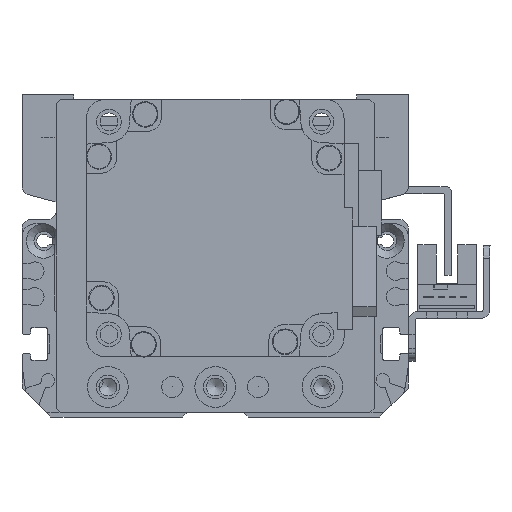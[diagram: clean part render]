
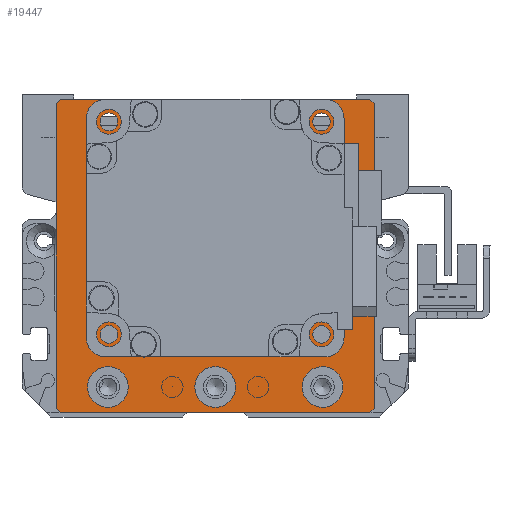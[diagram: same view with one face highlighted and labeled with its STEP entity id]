
A CAD part, left-side view. The second image highlights one B-rep face of the part: STEP entity #19447.
In plain terms, the highlighted face is planar.
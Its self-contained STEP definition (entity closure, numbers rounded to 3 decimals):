
#620=FACE_BOUND('',#3190,.T.);
#621=FACE_BOUND('',#3191,.T.);
#622=FACE_BOUND('',#3192,.T.);
#623=FACE_BOUND('',#3193,.T.);
#624=FACE_BOUND('',#3194,.T.);
#625=FACE_BOUND('',#3195,.T.);
#626=FACE_BOUND('',#3196,.T.);
#627=FACE_BOUND('',#3197,.T.);
#1032=PLANE('',#21560);
#1893=FACE_OUTER_BOUND('',#3189,.T.);
#3189=EDGE_LOOP('',(#16160,#16161,#16162,#16163,#16164,#16165,#16166,#16167));
#3190=EDGE_LOOP('',(#16168));
#3191=EDGE_LOOP('',(#16169));
#3192=EDGE_LOOP('',(#16170));
#3193=EDGE_LOOP('',(#16171));
#3194=EDGE_LOOP('',(#16172));
#3195=EDGE_LOOP('',(#16173));
#3196=EDGE_LOOP('',(#16174));
#3197=EDGE_LOOP('',(#16175));
#4723=LINE('',#32201,#6399);
#4729=LINE('',#32212,#6405);
#4736=LINE('',#32247,#6412);
#4739=LINE('',#32252,#6415);
#4745=LINE('',#32273,#6421);
#4748=LINE('',#32278,#6424);
#4749=LINE('',#32281,#6425);
#4757=LINE('',#32320,#6433);
#6399=VECTOR('',#25819,10.);
#6405=VECTOR('',#25827,10.);
#6412=VECTOR('',#25858,10.);
#6415=VECTOR('',#25863,10.);
#6421=VECTOR('',#25887,10.);
#6424=VECTOR('',#25892,10.);
#6425=VECTOR('',#25895,10.);
#6433=VECTOR('',#25945,10.);
#7735=CIRCLE('',#21529,4.75);
#7738=CIRCLE('',#21535,4.75);
#7741=CIRCLE('',#21541,4.75);
#7743=CIRCLE('',#21547,2.067);
#7744=CIRCLE('',#21549,2.067);
#7745=CIRCLE('',#21551,2.067);
#7746=CIRCLE('',#21553,2.067);
#7749=CIRCLE('',#21558,25.);
#9226=VERTEX_POINT('',#32199);
#9227=VERTEX_POINT('',#32200);
#9231=VERTEX_POINT('',#32210);
#9247=VERTEX_POINT('',#32246);
#9248=VERTEX_POINT('',#32250);
#9254=VERTEX_POINT('',#32272);
#9255=VERTEX_POINT('',#32276);
#9256=VERTEX_POINT('',#32280);
#9259=VERTEX_POINT('',#32289);
#9262=VERTEX_POINT('',#32300);
#9265=VERTEX_POINT('',#32311);
#9267=VERTEX_POINT('',#32322);
#9268=VERTEX_POINT('',#32326);
#9269=VERTEX_POINT('',#32330);
#9270=VERTEX_POINT('',#32334);
#9273=VERTEX_POINT('',#32343);
#11620=EDGE_CURVE('',#9226,#9227,#4723,.T.);
#11626=EDGE_CURVE('',#9226,#9231,#4729,.T.);
#11643=EDGE_CURVE('',#9247,#9231,#4736,.T.);
#11646=EDGE_CURVE('',#9247,#9248,#4739,.T.);
#11655=EDGE_CURVE('',#9254,#9248,#4745,.T.);
#11658=EDGE_CURVE('',#9254,#9255,#4748,.T.);
#11659=EDGE_CURVE('',#9256,#9255,#4749,.T.);
#11663=EDGE_CURVE('',#9259,#9259,#7735,.T.);
#11668=EDGE_CURVE('',#9262,#9262,#7738,.T.);
#11673=EDGE_CURVE('',#9265,#9265,#7741,.T.);
#11677=EDGE_CURVE('',#9256,#9227,#4757,.T.);
#11678=EDGE_CURVE('',#9267,#9267,#7743,.T.);
#11680=EDGE_CURVE('',#9268,#9268,#7744,.T.);
#11682=EDGE_CURVE('',#9269,#9269,#7745,.T.);
#11684=EDGE_CURVE('',#9270,#9270,#7746,.T.);
#11688=EDGE_CURVE('',#9273,#9273,#7749,.T.);
#16160=ORIENTED_EDGE('',*,*,#11620,.F.);
#16161=ORIENTED_EDGE('',*,*,#11626,.T.);
#16162=ORIENTED_EDGE('',*,*,#11643,.F.);
#16163=ORIENTED_EDGE('',*,*,#11646,.T.);
#16164=ORIENTED_EDGE('',*,*,#11655,.F.);
#16165=ORIENTED_EDGE('',*,*,#11658,.T.);
#16166=ORIENTED_EDGE('',*,*,#11659,.F.);
#16167=ORIENTED_EDGE('',*,*,#11677,.T.);
#16168=ORIENTED_EDGE('',*,*,#11663,.T.);
#16169=ORIENTED_EDGE('',*,*,#11668,.T.);
#16170=ORIENTED_EDGE('',*,*,#11673,.T.);
#16171=ORIENTED_EDGE('',*,*,#11678,.T.);
#16172=ORIENTED_EDGE('',*,*,#11680,.T.);
#16173=ORIENTED_EDGE('',*,*,#11682,.T.);
#16174=ORIENTED_EDGE('',*,*,#11684,.T.);
#16175=ORIENTED_EDGE('',*,*,#11688,.T.);
#19447=ADVANCED_FACE('',(#1893,#620,#621,#622,#623,#624,#625,#626,#627),
#1032,.T.);
#21529=AXIS2_PLACEMENT_3D('',#32290,#25905,#25906);
#21535=AXIS2_PLACEMENT_3D('',#32301,#25919,#25920);
#21541=AXIS2_PLACEMENT_3D('',#32312,#25933,#25934);
#21547=AXIS2_PLACEMENT_3D('',#32323,#25948,#25949);
#21549=AXIS2_PLACEMENT_3D('',#32327,#25953,#25954);
#21551=AXIS2_PLACEMENT_3D('',#32331,#25958,#25959);
#21553=AXIS2_PLACEMENT_3D('',#32335,#25963,#25964);
#21558=AXIS2_PLACEMENT_3D('',#32344,#25974,#25975);
#21560=AXIS2_PLACEMENT_3D('',#32348,#25980,#25981);
#25819=DIRECTION('',(0.707,-0.707,0.));
#25827=DIRECTION('',(-1.,0.,0.));
#25858=DIRECTION('',(0.707,0.707,0.));
#25863=DIRECTION('',(0.,-1.,0.));
#25887=DIRECTION('',(-0.707,0.707,0.));
#25892=DIRECTION('',(1.,0.,0.));
#25895=DIRECTION('',(-0.707,-0.707,0.));
#25905=DIRECTION('center_axis',(0.,0.,-1.));
#25906=DIRECTION('ref_axis',(1.,0.,0.));
#25919=DIRECTION('center_axis',(0.,0.,-1.));
#25920=DIRECTION('ref_axis',(1.,0.,0.));
#25933=DIRECTION('center_axis',(0.,0.,-1.));
#25934=DIRECTION('ref_axis',(1.,0.,0.));
#25945=DIRECTION('',(0.,1.,0.));
#25948=DIRECTION('center_axis',(0.,0.,-1.));
#25949=DIRECTION('ref_axis',(1.,0.,0.));
#25953=DIRECTION('center_axis',(0.,0.,-1.));
#25954=DIRECTION('ref_axis',(1.,0.,0.));
#25958=DIRECTION('center_axis',(0.,0.,-1.));
#25959=DIRECTION('ref_axis',(1.,0.,0.));
#25963=DIRECTION('center_axis',(0.,0.,-1.));
#25964=DIRECTION('ref_axis',(1.,0.,0.));
#25974=DIRECTION('center_axis',(0.,0.,-1.));
#25975=DIRECTION('ref_axis',(1.,0.,0.));
#25980=DIRECTION('center_axis',(0.,0.,1.));
#25981=DIRECTION('ref_axis',(1.,0.,0.));
#32199=CARTESIAN_POINT('',(36.,37.5,59.));
#32200=CARTESIAN_POINT('',(37.,36.5,59.));
#32201=CARTESIAN_POINT('',(36.625,36.875,59.));
#32210=CARTESIAN_POINT('',(-36.,37.5,59.));
#32212=CARTESIAN_POINT('',(37.,37.5,59.));
#32246=CARTESIAN_POINT('',(-37.,36.5,59.));
#32247=CARTESIAN_POINT('',(-36.625,36.875,59.));
#32250=CARTESIAN_POINT('',(-37.,-34.5,59.));
#32252=CARTESIAN_POINT('',(-37.,35.5,59.));
#32272=CARTESIAN_POINT('',(-36.,-35.5,59.));
#32273=CARTESIAN_POINT('',(-36.125,-35.375,59.));
#32276=CARTESIAN_POINT('',(36.,-35.5,59.));
#32278=CARTESIAN_POINT('',(-37.,-35.5,59.));
#32280=CARTESIAN_POINT('',(37.,-34.5,59.));
#32281=CARTESIAN_POINT('',(36.125,-35.375,59.));
#32289=CARTESIAN_POINT('',(-29.75,-29.5,59.));
#32290=CARTESIAN_POINT('Origin',(-25.,-29.5,59.));
#32300=CARTESIAN_POINT('',(-4.75,-29.5,59.));
#32301=CARTESIAN_POINT('Origin',(0.,-29.5,59.));
#32311=CARTESIAN_POINT('',(20.25,-29.5,59.));
#32312=CARTESIAN_POINT('Origin',(25.,-29.5,59.));
#32320=CARTESIAN_POINT('',(37.,-35.5,59.));
#32322=CARTESIAN_POINT('',(-26.816,-17.249,59.));
#32323=CARTESIAN_POINT('Origin',(-24.749,-17.249,59.));
#32326=CARTESIAN_POINT('',(-26.816,32.249,59.));
#32327=CARTESIAN_POINT('Origin',(-24.749,32.249,59.));
#32330=CARTESIAN_POINT('',(22.682,32.249,59.));
#32331=CARTESIAN_POINT('Origin',(24.749,32.249,59.));
#32334=CARTESIAN_POINT('',(22.682,-17.249,59.));
#32335=CARTESIAN_POINT('Origin',(24.749,-17.249,59.));
#32343=CARTESIAN_POINT('',(-25.,7.5,59.));
#32344=CARTESIAN_POINT('Origin',(0.,7.5,59.));
#32348=CARTESIAN_POINT('Origin',(0.,0.,
59.));
